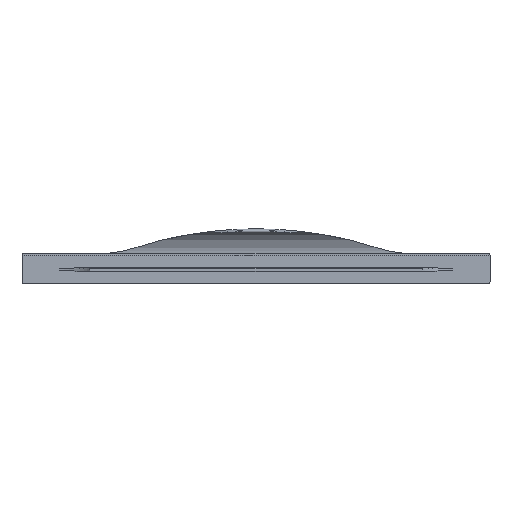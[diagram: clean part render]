
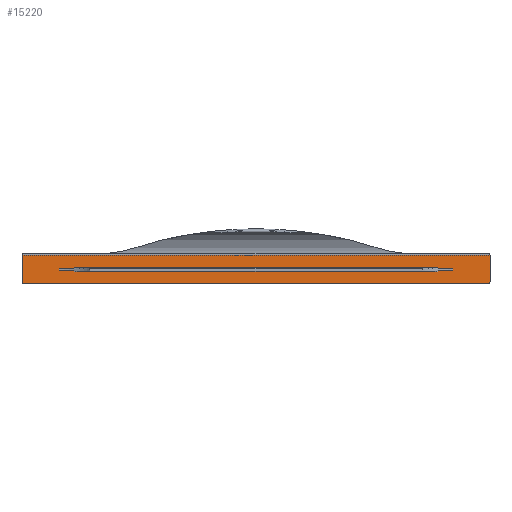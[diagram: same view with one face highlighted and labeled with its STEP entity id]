
A CAD part, front view. The second image highlights one B-rep face of the part: STEP entity #15220.
In plain terms, the highlighted planar face has unit normal (0, -1, 0).
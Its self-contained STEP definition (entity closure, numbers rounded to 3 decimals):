
#280=CARTESIAN_POINT('',(-172.5,-3.,20.5));
#290=VERTEX_POINT('',#280);
#320=CARTESIAN_POINT('',(-172.5,-3.,0.));
#330=DIRECTION('',(0.,0.,-1.));
#340=VECTOR('',#330,1.);
#350=LINE('',#320,#340);
#360=CARTESIAN_POINT('',(-172.5,-3.,1.));
#370=VERTEX_POINT('',#360);
#380=EDGE_CURVE('',#290,#370,#350,.T.);
#2310=CARTESIAN_POINT('',(172.5,-3.,1.));
#2320=VERTEX_POINT('',#2310);
#2350=CARTESIAN_POINT('',(172.5,-3.,0.));
#2360=DIRECTION('',(0.,0.,-1.));
#2370=VECTOR('',#2360,1.);
#2380=LINE('',#2350,#2370);
#2390=CARTESIAN_POINT('',(172.5,-3.,20.5));
#2400=VERTEX_POINT('',#2390);
#2410=EDGE_CURVE('',#2400,#2320,#2380,.T.);
#2980=CARTESIAN_POINT('',(0.,-3.,0.));
#2990=DIRECTION('',(-1.,-0.,0.));
#3000=VECTOR('',#2990,1.);
#3010=LINE('',#2980,#3000);
#3020=CARTESIAN_POINT('',(171.5,-3.,0.));
#3030=VERTEX_POINT('',#3020);
#3040=CARTESIAN_POINT('',(-171.5,-3.,0.));
#3050=VERTEX_POINT('',#3040);
#3060=EDGE_CURVE('',#3030,#3050,#3010,.T.);
#3810=CARTESIAN_POINT('',(207.,-3.,20.5));
#3820=DIRECTION('',(-1.,0.,0.));
#3830=VECTOR('',#3820,1.);
#3840=LINE('',#3810,#3830);
#3850=EDGE_CURVE('',#2400,#290,#3840,.T.);
#14630=CARTESIAN_POINT('',(207.,-3.,-3.9));
#14640=DIRECTION('',(0.,1.,0.));
#14650=DIRECTION('',(0.,0.,1.));
#14660=AXIS2_PLACEMENT_3D('',#14630,#14640,#14650);
#14670=PLANE('',#14660);
#14680=CARTESIAN_POINT('',(-171.5,-3.,1.));
#14690=DIRECTION('',(-0.,-1.,0.));
#14700=DIRECTION('',(-1.,0.,0.));
#14710=AXIS2_PLACEMENT_3D('',#14680,#14690,#14700);
#14720=CIRCLE('',#14710,1.);
#14730=EDGE_CURVE('',#370,#3050,#14720,.T.);
#14740=ORIENTED_EDGE('',*,*,#14730,.T.);
#14750=ORIENTED_EDGE('',*,*,#380,.T.);
#14760=ORIENTED_EDGE('',*,*,#3850,.T.);
#14770=ORIENTED_EDGE('',*,*,#2410,.F.);
#14780=CARTESIAN_POINT('',(171.5,-3.,1.));
#14790=DIRECTION('',(-0.,1.,-0.));
#14800=DIRECTION('',(1.,0.,0.));
#14810=AXIS2_PLACEMENT_3D('',#14780,#14790,#14800);
#14820=CIRCLE('',#14810,1.);
#14830=EDGE_CURVE('',#2320,#3030,#14820,.T.);
#14840=ORIENTED_EDGE('',*,*,#14830,.F.);
#14850=ORIENTED_EDGE('',*,*,#3060,.F.);
#14860=EDGE_LOOP('',(#14850,#14840,#14770,#14760,#14750,#14740));
#14870=FACE_OUTER_BOUND('',#14860,.T.);
#14880=CARTESIAN_POINT('',(144.861,-3.,8.5));
#14890=DIRECTION('',(-0.,0.,1.));
#14900=VECTOR('',#14890,1.);
#14910=LINE('',#14880,#14900);
#14920=CARTESIAN_POINT('',(144.861,-3.,9.4));
#14930=VERTEX_POINT('',#14920);
#14940=CARTESIAN_POINT('',(144.861,-3.,10.6));
#14950=VERTEX_POINT('',#14940);
#14960=EDGE_CURVE('',#14930,#14950,#14910,.T.);
#14970=ORIENTED_EDGE('',*,*,#14960,.F.);
#14980=CARTESIAN_POINT('',(0.,-3.,10.6));
#14990=DIRECTION('',(-1.,0.,-0.));
#15000=VECTOR('',#14990,1.);
#15010=LINE('',#14980,#15000);
#15020=CARTESIAN_POINT('',(-144.861,-3.,10.6));
#15030=VERTEX_POINT('',#15020);
#15040=EDGE_CURVE('',#14950,#15030,#15010,.T.);
#15050=ORIENTED_EDGE('',*,*,#15040,.F.);
#15060=CARTESIAN_POINT('',(-144.861,-3.,8.5));
#15070=DIRECTION('',(0.,0.,1.));
#15080=VECTOR('',#15070,1.);
#15090=LINE('',#15060,#15080);
#15100=CARTESIAN_POINT('',(-144.861,-3.,9.4));
#15110=VERTEX_POINT('',#15100);
#15120=EDGE_CURVE('',#15110,#15030,#15090,.T.);
#15130=ORIENTED_EDGE('',*,*,#15120,.T.);
#15140=CARTESIAN_POINT('',(0.,-3.,9.4));
#15150=DIRECTION('',(1.,-0.,0.));
#15160=VECTOR('',#15150,1.);
#15170=LINE('',#15140,#15160);
#15180=EDGE_CURVE('',#15110,#14930,#15170,.T.);
#15190=ORIENTED_EDGE('',*,*,#15180,.F.);
#15200=EDGE_LOOP('',(#15190,#15130,#15050,#14970));
#15210=FACE_BOUND('',#15200,.T.);
#15220=ADVANCED_FACE('',(#14870,#15210),#14670,.F.);
